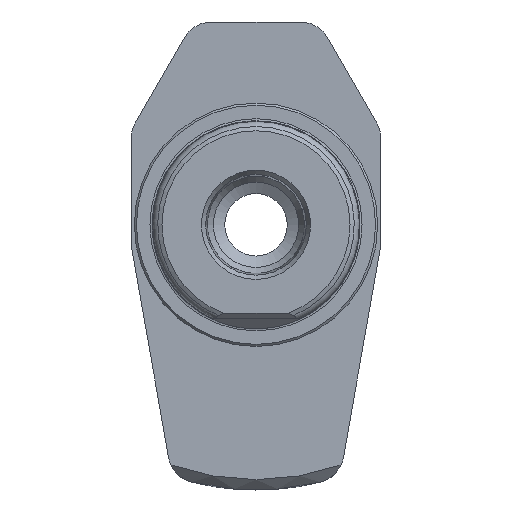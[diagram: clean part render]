
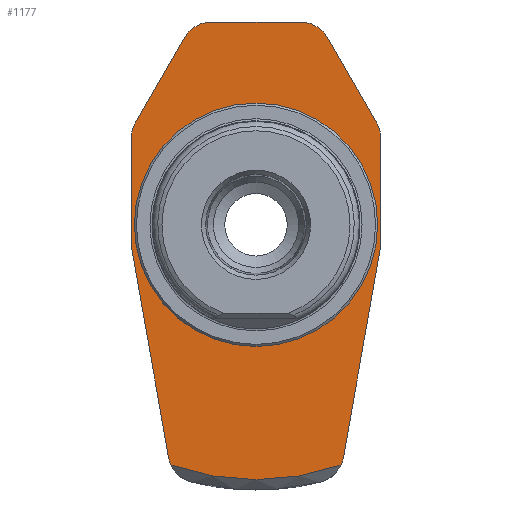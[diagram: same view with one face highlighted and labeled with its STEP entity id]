
A CAD part, left-side view. The second image highlights one B-rep face of the part: STEP entity #1177.
In plain terms, the highlighted planar face has unit normal (-1, 0, 0).
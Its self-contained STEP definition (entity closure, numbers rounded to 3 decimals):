
#682=CARTESIAN_POINT('',(70.2,-11.598,9.804));
#683=VERTEX_POINT('',#682);
#690=CARTESIAN_POINT('',(70.2,-12.,8.304));
#691=VERTEX_POINT('',#690);
#692=CARTESIAN_POINT('',(70.2,-9.,8.304));
#693=DIRECTION('',(-1.0,0.0,0.0));
#694=DIRECTION('',(0.0,-0.866,0.5));
#695=AXIS2_PLACEMENT_3D('',#692,#693,#694);
#696=CIRCLE('',#695,3.0);
#697=EDGE_CURVE('',#691,#683,#696,.T.);
#721=CARTESIAN_POINT('',(70.2,-6.866,18.));
#722=VERTEX_POINT('',#721);
#729=CARTESIAN_POINT('',(70.2,-11.598,9.804));
#730=DIRECTION('',(0.0,0.5,0.866));
#731=VECTOR('',#730,9.464);
#732=LINE('',#729,#731);
#733=EDGE_CURVE('',#683,#722,#732,.T.);
#753=CARTESIAN_POINT('',(70.2,-12.,-2.0));
#754=VERTEX_POINT('',#753);
#755=CARTESIAN_POINT('',(70.2,-12.,-2.0));
#756=DIRECTION('',(0.0,0.0,1.0));
#757=VECTOR('',#756,10.304);
#758=LINE('',#755,#757);
#759=EDGE_CURVE('',#754,#691,#758,.T.);
#784=CARTESIAN_POINT('',(70.2,-4.268,19.5));
#785=VERTEX_POINT('',#784);
#792=CARTESIAN_POINT('',(70.2,-4.268,16.5));
#793=DIRECTION('',(-1.0,0.0,0.0));
#794=DIRECTION('',(0.0,0.0,1.0));
#795=AXIS2_PLACEMENT_3D('',#792,#793,#794);
#796=CIRCLE('',#795,3.0);
#797=EDGE_CURVE('',#722,#785,#796,.T.);
#817=CARTESIAN_POINT('',(70.2,-8.412,-22.349));
#818=VERTEX_POINT('',#817);
#819=CARTESIAN_POINT('',(70.2,-8.412,-22.349));
#820=DIRECTION('',(0.0,-0.174,0.985));
#821=VECTOR('',#820,20.663);
#822=LINE('',#819,#821);
#823=EDGE_CURVE('',#818,#754,#822,.T.);
#849=CARTESIAN_POINT('',(70.2,-8.177,-23.095));
#850=VERTEX_POINT('',#849);
#851=CARTESIAN_POINT('',(70.2,-5.457,-21.828));
#852=DIRECTION('',(-1.0,0.0,0.0));
#853=DIRECTION('',(0.0,-0.985,-0.174));
#854=AXIS2_PLACEMENT_3D('',#851,#852,#853);
#855=CIRCLE('',#854,3.0);
#856=EDGE_CURVE('',#850,#818,#855,.T.);
#922=CARTESIAN_POINT('',(70.2,8.177,-23.095));
#923=VERTEX_POINT('',#922);
#937=CARTESIAN_POINT('',(70.2,8.412,-22.349));
#938=VERTEX_POINT('',#937);
#939=CARTESIAN_POINT('',(70.2,5.457,-21.828));
#940=DIRECTION('',(-1.0,0.0,0.0));
#941=DIRECTION('',(0.0,0.243,-0.97));
#942=AXIS2_PLACEMENT_3D('',#939,#940,#941);
#943=CIRCLE('',#942,3.0);
#944=EDGE_CURVE('',#938,#923,#943,.T.);
#969=CARTESIAN_POINT('',(70.2,12.,-2.));
#970=VERTEX_POINT('',#969);
#971=CARTESIAN_POINT('',(70.2,12.,-2.));
#972=DIRECTION('',(0.0,-0.174,-0.985));
#973=VECTOR('',#972,20.663);
#974=LINE('',#971,#973);
#975=EDGE_CURVE('',#970,#938,#974,.T.);
#1000=CARTESIAN_POINT('',(70.2,12.,8.304));
#1001=VERTEX_POINT('',#1000);
#1002=CARTESIAN_POINT('',(70.2,12.,8.304));
#1003=DIRECTION('',(0.0,0.0,-1.0));
#1004=VECTOR('',#1003,10.304);
#1005=LINE('',#1002,#1004);
#1006=EDGE_CURVE('',#1001,#970,#1005,.T.);
#1032=CARTESIAN_POINT('',(70.2,11.598,9.804));
#1033=VERTEX_POINT('',#1032);
#1034=CARTESIAN_POINT('',(70.2,9.0,8.304));
#1035=DIRECTION('',(-1.0,0.0,0.0));
#1036=DIRECTION('',(0.0,1.0,0.0));
#1037=AXIS2_PLACEMENT_3D('',#1034,#1035,#1036);
#1038=CIRCLE('',#1037,3.0);
#1039=EDGE_CURVE('',#1033,#1001,#1038,.T.);
#1064=CARTESIAN_POINT('',(70.2,6.866,18.));
#1065=VERTEX_POINT('',#1064);
#1066=CARTESIAN_POINT('',(70.2,6.866,18.));
#1067=DIRECTION('',(0.0,0.5,-0.866));
#1068=VECTOR('',#1067,9.464);
#1069=LINE('',#1066,#1068);
#1070=EDGE_CURVE('',#1065,#1033,#1069,.T.);
#1096=CARTESIAN_POINT('',(70.2,4.268,19.5));
#1097=VERTEX_POINT('',#1096);
#1098=CARTESIAN_POINT('',(70.2,4.268,16.5));
#1099=DIRECTION('',(-1.0,0.0,0.0));
#1100=DIRECTION('',(0.0,0.866,0.5));
#1101=AXIS2_PLACEMENT_3D('',#1098,#1099,#1100);
#1102=CIRCLE('',#1101,3.0);
#1103=EDGE_CURVE('',#1097,#1065,#1102,.T.);
#1126=CARTESIAN_POINT('',(70.2,-4.268,19.5));
#1127=DIRECTION('',(0.0,1.0,0.0));
#1128=VECTOR('',#1127,8.536);
#1129=LINE('',#1126,#1128);
#1130=EDGE_CURVE('',#785,#1097,#1129,.T.);
#1139=CARTESIAN_POINT('',(70.2,18.1,0.0));
#1140=DIRECTION('',(-1.0,0.0,0.0));
#1141=DIRECTION('',(0.0,0.0,1.0));
#1142=AXIS2_PLACEMENT_3D('',#1139,#1140,#1141);
#1143=PLANE('',#1142);
#1144=ORIENTED_EDGE('',*,*,#856,.T.);
#1145=ORIENTED_EDGE('',*,*,#823,.T.);
#1146=ORIENTED_EDGE('',*,*,#759,.T.);
#1147=ORIENTED_EDGE('',*,*,#697,.T.);
#1148=ORIENTED_EDGE('',*,*,#733,.T.);
#1149=ORIENTED_EDGE('',*,*,#797,.T.);
#1150=ORIENTED_EDGE('',*,*,#1130,.T.);
#1151=ORIENTED_EDGE('',*,*,#1103,.T.);
#1152=ORIENTED_EDGE('',*,*,#1070,.T.);
#1153=ORIENTED_EDGE('',*,*,#1039,.T.);
#1154=ORIENTED_EDGE('',*,*,#1006,.T.);
#1155=ORIENTED_EDGE('',*,*,#975,.T.);
#1156=ORIENTED_EDGE('',*,*,#944,.T.);
#1157=CARTESIAN_POINT('',(70.2,0.,0.0));
#1158=DIRECTION('',(1.0,0.0,0.0));
#1159=DIRECTION('',(0.0,1.0,0.0));
#1160=AXIS2_PLACEMENT_3D('',#1157,#1158,#1159);
#1161=CIRCLE('',#1160,24.5);
#1162=EDGE_CURVE('',#850,#923,#1161,.T.);
#1163=ORIENTED_EDGE('',*,*,#1162,.F.);
#1164=EDGE_LOOP('',(#1144,#1145,#1146,#1147,#1148,#1149,#1150,#1151,#1152,#1153,#1154,#1155,#1156,#1163));
#1165=FACE_OUTER_BOUND('',#1164,.T.);
#1166=CARTESIAN_POINT('',(70.2,11.7,0.0));
#1167=VERTEX_POINT('',#1166);
#1168=CARTESIAN_POINT('',(70.2,0.,0.0));
#1169=DIRECTION('',(1.0,0.0,0.0));
#1170=DIRECTION('',(0.0,1.0,0.0));
#1171=AXIS2_PLACEMENT_3D('',#1168,#1169,#1170);
#1172=CIRCLE('',#1171,11.7);
#1173=EDGE_CURVE('',#1167,#1167,#1172,.T.);
#1174=ORIENTED_EDGE('',*,*,#1173,.T.);
#1175=EDGE_LOOP('',(#1174));
#1176=FACE_BOUND('',#1175,.T.);
#1177=ADVANCED_FACE('',(#1165,#1176),#1143,.T.);
